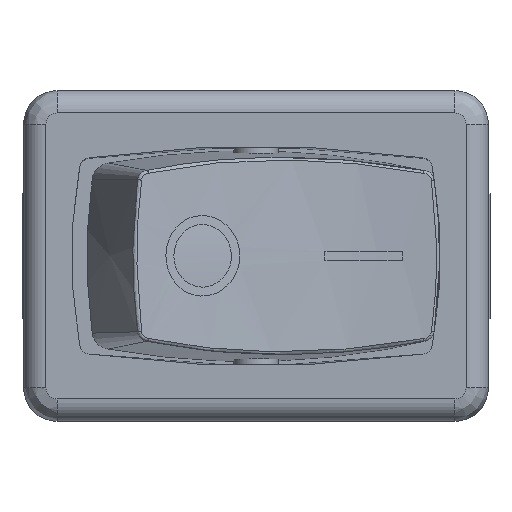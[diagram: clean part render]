
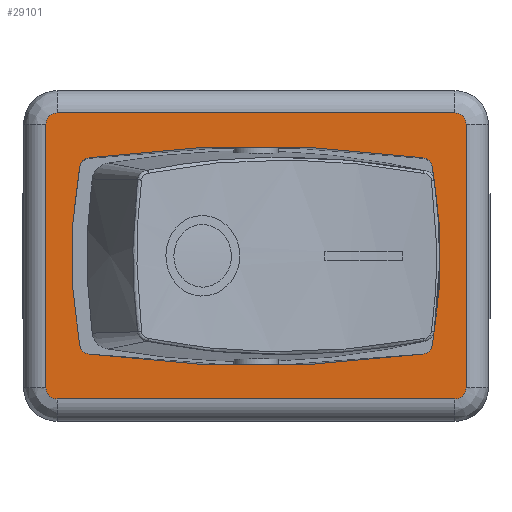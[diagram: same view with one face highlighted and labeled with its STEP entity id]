
A CAD part, top view. The second image highlights one B-rep face of the part: STEP entity #29101.
In plain terms, the highlighted planar face has unit normal (0, 0, 1).
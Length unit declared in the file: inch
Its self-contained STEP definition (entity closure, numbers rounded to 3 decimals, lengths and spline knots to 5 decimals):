
#28267=CARTESIAN_POINT('',(0.29401,0.17305,0.62992));
#28268=VERTEX_POINT('',#28267);
#28275=CARTESIAN_POINT('',(-0.29401,0.17305,0.62992));
#28276=VERTEX_POINT('',#28275);
#28277=CARTESIAN_POINT('',(0.,-1.97226,0.62992));
#28278=DIRECTION('',(0.0,0.0,-1.0));
#28279=DIRECTION('',(-0.136,-0.991,0.0));
#28280=AXIS2_PLACEMENT_3D('',#28277,#28278,#28279);
#28281=CIRCLE('',#28280,2.16535);
#28282=EDGE_CURVE('',#28276,#28268,#28281,.T.);
#28313=CARTESIAN_POINT('',(-0.3107,0.15711,0.62992));
#28314=VERTEX_POINT('',#28313);
#28315=CARTESIAN_POINT('',(-0.29134,0.15354,0.62992));
#28316=DIRECTION('',(0.0,0.0,-1.0));
#28317=DIRECTION('',(0.136,-0.991,0.0));
#28318=AXIS2_PLACEMENT_3D('',#28315,#28316,#28317);
#28319=CIRCLE('',#28318,0.01969);
#28320=EDGE_CURVE('',#28314,#28276,#28319,.T.);
#28346=CARTESIAN_POINT('',(-0.3107,-0.15711,0.62992));
#28347=VERTEX_POINT('',#28346);
#28348=CARTESIAN_POINT('',(0.54108,0.,0.62992));
#28349=DIRECTION('',(0.0,0.0,-1.0));
#28350=DIRECTION('',(0.983,-0.181,0.0));
#28351=AXIS2_PLACEMENT_3D('',#28348,#28349,#28350);
#28352=CIRCLE('',#28351,0.86614);
#28353=EDGE_CURVE('',#28347,#28314,#28352,.T.);
#28379=CARTESIAN_POINT('',(-0.29401,-0.17305,0.62992));
#28380=VERTEX_POINT('',#28379);
#28381=CARTESIAN_POINT('',(-0.29134,-0.15354,0.62992));
#28382=DIRECTION('',(0.0,0.0,-1.0));
#28383=DIRECTION('',(0.983,0.181,0.0));
#28384=AXIS2_PLACEMENT_3D('',#28381,#28382,#28383);
#28385=CIRCLE('',#28384,0.01969);
#28386=EDGE_CURVE('',#28380,#28347,#28385,.T.);
#28412=CARTESIAN_POINT('',(0.29401,-0.17305,0.62992));
#28413=VERTEX_POINT('',#28412);
#28414=CARTESIAN_POINT('',(0.,1.97226,0.62992));
#28415=DIRECTION('',(0.0,0.0,-1.0));
#28416=DIRECTION('',(0.136,0.991,0.0));
#28417=AXIS2_PLACEMENT_3D('',#28414,#28415,#28416);
#28418=CIRCLE('',#28417,2.16535);
#28419=EDGE_CURVE('',#28413,#28380,#28418,.T.);
#28450=CARTESIAN_POINT('',(0.3107,-0.15711,0.62992));
#28451=VERTEX_POINT('',#28450);
#28452=CARTESIAN_POINT('',(0.29134,-0.15354,0.62992));
#28453=DIRECTION('',(0.0,0.0,-1.0));
#28454=DIRECTION('',(-0.136,0.991,0.0));
#28455=AXIS2_PLACEMENT_3D('',#28452,#28453,#28454);
#28456=CIRCLE('',#28455,0.01969);
#28457=EDGE_CURVE('',#28451,#28413,#28456,.T.);
#28483=CARTESIAN_POINT('',(0.3107,0.15711,0.62992));
#28484=VERTEX_POINT('',#28483);
#28485=CARTESIAN_POINT('',(-0.54108,0.,0.62992));
#28486=DIRECTION('',(0.0,0.0,-1.0));
#28487=DIRECTION('',(-0.983,0.181,0.0));
#28488=AXIS2_PLACEMENT_3D('',#28485,#28486,#28487);
#28489=CIRCLE('',#28488,0.86614);
#28490=EDGE_CURVE('',#28484,#28451,#28489,.T.);
#28514=CARTESIAN_POINT('',(0.29134,0.15354,0.62992));
#28515=DIRECTION('',(0.0,0.0,-1.0));
#28516=DIRECTION('',(-0.983,-0.181,0.0));
#28517=AXIS2_PLACEMENT_3D('',#28514,#28515,#28516);
#28518=CIRCLE('',#28517,0.01969);
#28519=EDGE_CURVE('',#28268,#28484,#28518,.T.);
#28554=CARTESIAN_POINT('',(-0.37008,-0.23228,0.62992));
#28555=VERTEX_POINT('',#28554);
#28563=CARTESIAN_POINT('',(-0.37008,0.23228,0.62992));
#28564=VERTEX_POINT('',#28563);
#28565=CARTESIAN_POINT('',(-0.37008,-0.23228,0.62992));
#28566=DIRECTION('',(0.0,1.0,0.0));
#28567=VECTOR('',#28566,0.46457);
#28568=LINE('',#28565,#28567);
#28569=EDGE_CURVE('',#28555,#28564,#28568,.T.);
#28644=CARTESIAN_POINT('',(-0.35039,-0.25197,0.62992));
#28645=VERTEX_POINT('',#28644);
#28653=CARTESIAN_POINT('',(-0.35039,-0.23228,0.62992));
#28654=DIRECTION('',(0.0,0.0,-1.0));
#28655=DIRECTION('',(-0.707,-0.707,0.0));
#28656=AXIS2_PLACEMENT_3D('',#28653,#28654,#28655);
#28657=CIRCLE('',#28656,0.01969);
#28658=EDGE_CURVE('',#28645,#28555,#28657,.T.);
#28724=CARTESIAN_POINT('',(-0.35039,0.25197,0.62992));
#28725=VERTEX_POINT('',#28724);
#28743=CARTESIAN_POINT('',(-0.35039,0.23228,0.62992));
#28744=DIRECTION('',(0.0,0.0,-1.0));
#28745=DIRECTION('',(-0.707,0.707,0.0));
#28746=AXIS2_PLACEMENT_3D('',#28743,#28744,#28745);
#28747=CIRCLE('',#28746,0.01969);
#28748=EDGE_CURVE('',#28564,#28725,#28747,.T.);
#28760=CARTESIAN_POINT('',(0.35039,-0.25197,0.62992));
#28761=VERTEX_POINT('',#28760);
#28769=CARTESIAN_POINT('',(0.35039,-0.25197,0.62992));
#28770=DIRECTION('',(-1.0,0.0,0.0));
#28771=VECTOR('',#28770,0.70079);
#28772=LINE('',#28769,#28771);
#28773=EDGE_CURVE('',#28761,#28645,#28772,.T.);
#28790=CARTESIAN_POINT('',(0.35039,0.25197,0.62992));
#28791=VERTEX_POINT('',#28790);
#28808=CARTESIAN_POINT('',(-0.35039,0.25197,0.62992));
#28809=DIRECTION('',(1.0,0.0,0.0));
#28810=VECTOR('',#28809,0.70079);
#28811=LINE('',#28808,#28810);
#28812=EDGE_CURVE('',#28725,#28791,#28811,.T.);
#28872=CARTESIAN_POINT('',(0.37008,-0.23228,0.62992));
#28873=VERTEX_POINT('',#28872);
#28881=CARTESIAN_POINT('',(0.35039,-0.23228,0.62992));
#28882=DIRECTION('',(0.0,0.0,-1.0));
#28883=DIRECTION('',(0.707,-0.707,0.0));
#28884=AXIS2_PLACEMENT_3D('',#28881,#28882,#28883);
#28885=CIRCLE('',#28884,0.01969);
#28886=EDGE_CURVE('',#28873,#28761,#28885,.T.);
#28952=CARTESIAN_POINT('',(0.37008,0.23228,0.62992));
#28953=VERTEX_POINT('',#28952);
#28971=CARTESIAN_POINT('',(0.35039,0.23228,0.62992));
#28972=DIRECTION('',(0.0,0.0,-1.0));
#28973=DIRECTION('',(0.707,0.707,0.0));
#28974=AXIS2_PLACEMENT_3D('',#28971,#28972,#28973);
#28975=CIRCLE('',#28974,0.01969);
#28976=EDGE_CURVE('',#28791,#28953,#28975,.T.);
#28994=CARTESIAN_POINT('',(0.37008,0.23228,0.62992));
#28995=DIRECTION('',(0.0,-1.0,0.0));
#28996=VECTOR('',#28995,0.46457);
#28997=LINE('',#28994,#28996);
#28998=EDGE_CURVE('',#28953,#28873,#28997,.T.);
#29076=CARTESIAN_POINT('',(-0.40709,-0.27717,0.62992));
#29077=DIRECTION('',(0.0,0.0,1.0));
#29078=DIRECTION('',(1.0,0.0,0.0));
#29079=AXIS2_PLACEMENT_3D('',#29076,#29077,#29078);
#29080=PLANE('',#29079);
#29081=ORIENTED_EDGE('',*,*,#28569,.F.);
#29082=ORIENTED_EDGE('',*,*,#28658,.F.);
#29083=ORIENTED_EDGE('',*,*,#28773,.F.);
#29084=ORIENTED_EDGE('',*,*,#28886,.F.);
#29085=ORIENTED_EDGE('',*,*,#28998,.F.);
#29086=ORIENTED_EDGE('',*,*,#28976,.F.);
#29087=ORIENTED_EDGE('',*,*,#28812,.F.);
#29088=ORIENTED_EDGE('',*,*,#28748,.F.);
#29089=EDGE_LOOP('',(#29081,#29082,#29083,#29084,#29085,#29086,#29087,#29088));
#29090=FACE_OUTER_BOUND('',#29089,.T.);
#29091=ORIENTED_EDGE('',*,*,#28282,.T.);
#29092=ORIENTED_EDGE('',*,*,#28519,.T.);
#29093=ORIENTED_EDGE('',*,*,#28490,.T.);
#29094=ORIENTED_EDGE('',*,*,#28457,.T.);
#29095=ORIENTED_EDGE('',*,*,#28419,.T.);
#29096=ORIENTED_EDGE('',*,*,#28386,.T.);
#29097=ORIENTED_EDGE('',*,*,#28353,.T.);
#29098=ORIENTED_EDGE('',*,*,#28320,.T.);
#29099=EDGE_LOOP('',(#29091,#29092,#29093,#29094,#29095,#29096,#29097,#29098));
#29100=FACE_BOUND('',#29099,.T.);
#29101=ADVANCED_FACE('',(#29090,#29100),#29080,.T.);
